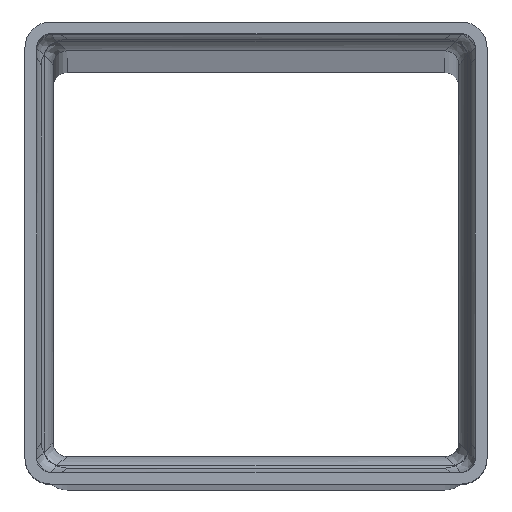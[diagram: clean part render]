
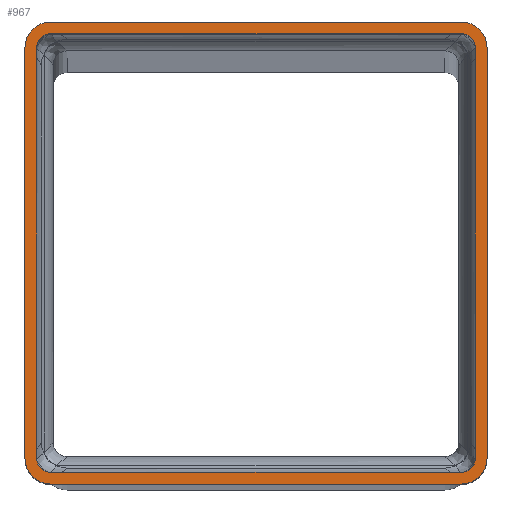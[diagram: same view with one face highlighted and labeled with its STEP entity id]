
A CAD part, top view. The second image highlights one B-rep face of the part: STEP entity #967.
In plain terms, the highlighted planar face has unit normal (0, 0, 1).
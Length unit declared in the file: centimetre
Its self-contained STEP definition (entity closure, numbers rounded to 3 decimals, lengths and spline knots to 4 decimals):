
#111=FACE_BOUND('',#189,.T.);
#121=FACE_OUTER_BOUND('',#188,.T.);
#188=EDGE_LOOP('',(#700,#701,#702,#703,#704,#705,#706,#707));
#189=EDGE_LOOP('',(#708,#709,#710,#711,#712,#713,#714,#715));
#258=CIRCLE('',#1049,6.);
#259=CIRCLE('',#1050,6.);
#260=CIRCLE('',#1051,6.);
#261=CIRCLE('',#1052,6.);
#262=CIRCLE('',#1053,3.3);
#263=CIRCLE('',#1054,3.3);
#264=CIRCLE('',#1055,3.3);
#265=CIRCLE('',#1056,3.3);
#304=LINE('',#1535,#377);
#305=LINE('',#1539,#378);
#306=LINE('',#1543,#379);
#307=LINE('',#1547,#380);
#308=LINE('',#1551,#381);
#309=LINE('',#1555,#382);
#310=LINE('',#1559,#383);
#311=LINE('',#1563,#384);
#377=VECTOR('',#1216,1.);
#378=VECTOR('',#1219,1.);
#379=VECTOR('',#1222,1.);
#380=VECTOR('',#1225,1.);
#381=VECTOR('',#1228,1.);
#382=VECTOR('',#1231,1.);
#383=VECTOR('',#1234,1.);
#384=VECTOR('',#1237,1.);
#454=VERTEX_POINT('',#1533);
#455=VERTEX_POINT('',#1534);
#456=VERTEX_POINT('',#1536);
#457=VERTEX_POINT('',#1538);
#458=VERTEX_POINT('',#1540);
#459=VERTEX_POINT('',#1542);
#460=VERTEX_POINT('',#1544);
#461=VERTEX_POINT('',#1546);
#462=VERTEX_POINT('',#1549);
#463=VERTEX_POINT('',#1550);
#464=VERTEX_POINT('',#1552);
#465=VERTEX_POINT('',#1554);
#466=VERTEX_POINT('',#1556);
#467=VERTEX_POINT('',#1558);
#468=VERTEX_POINT('',#1560);
#469=VERTEX_POINT('',#1562);
#542=EDGE_CURVE('',#454,#455,#304,.T.);
#543=EDGE_CURVE('',#455,#456,#258,.T.);
#544=EDGE_CURVE('',#456,#457,#305,.T.);
#545=EDGE_CURVE('',#457,#458,#259,.T.);
#546=EDGE_CURVE('',#458,#459,#306,.T.);
#547=EDGE_CURVE('',#459,#460,#260,.T.);
#548=EDGE_CURVE('',#460,#461,#307,.T.);
#549=EDGE_CURVE('',#461,#454,#261,.T.);
#550=EDGE_CURVE('',#462,#463,#308,.T.);
#551=EDGE_CURVE('',#463,#464,#262,.T.);
#552=EDGE_CURVE('',#464,#465,#309,.T.);
#553=EDGE_CURVE('',#465,#466,#263,.T.);
#554=EDGE_CURVE('',#466,#467,#310,.T.);
#555=EDGE_CURVE('',#467,#468,#264,.T.);
#556=EDGE_CURVE('',#468,#469,#311,.T.);
#557=EDGE_CURVE('',#469,#462,#265,.T.);
#700=ORIENTED_EDGE('',*,*,#542,.T.);
#701=ORIENTED_EDGE('',*,*,#543,.T.);
#702=ORIENTED_EDGE('',*,*,#544,.T.);
#703=ORIENTED_EDGE('',*,*,#545,.T.);
#704=ORIENTED_EDGE('',*,*,#546,.T.);
#705=ORIENTED_EDGE('',*,*,#547,.T.);
#706=ORIENTED_EDGE('',*,*,#548,.T.);
#707=ORIENTED_EDGE('',*,*,#549,.T.);
#708=ORIENTED_EDGE('',*,*,#550,.T.);
#709=ORIENTED_EDGE('',*,*,#551,.T.);
#710=ORIENTED_EDGE('',*,*,#552,.T.);
#711=ORIENTED_EDGE('',*,*,#553,.T.);
#712=ORIENTED_EDGE('',*,*,#554,.T.);
#713=ORIENTED_EDGE('',*,*,#555,.T.);
#714=ORIENTED_EDGE('',*,*,#556,.T.);
#715=ORIENTED_EDGE('',*,*,#557,.T.);
#945=PLANE('',#1048);
#967=ADVANCED_FACE('',(#121,#111),#945,.T.);
#1048=AXIS2_PLACEMENT_3D('',#1532,#1214,#1215);
#1049=AXIS2_PLACEMENT_3D('',#1537,#1217,#1218);
#1050=AXIS2_PLACEMENT_3D('',#1541,#1220,#1221);
#1051=AXIS2_PLACEMENT_3D('',#1545,#1223,#1224);
#1052=AXIS2_PLACEMENT_3D('',#1548,#1226,#1227);
#1053=AXIS2_PLACEMENT_3D('',#1553,#1229,#1230);
#1054=AXIS2_PLACEMENT_3D('',#1557,#1232,#1233);
#1055=AXIS2_PLACEMENT_3D('',#1561,#1235,#1236);
#1056=AXIS2_PLACEMENT_3D('',#1564,#1238,#1239);
#1214=DIRECTION('center_axis',(0.,0.,1.));
#1215=DIRECTION('ref_axis',(1.,0.,0.));
#1216=DIRECTION('',(-1.,0.,0.));
#1217=DIRECTION('center_axis',(0.,0.,1.));
#1218=DIRECTION('ref_axis',(0.,1.,0.));
#1219=DIRECTION('',(0.,-1.,0.));
#1220=DIRECTION('center_axis',(0.,0.,1.));
#1221=DIRECTION('ref_axis',(-1.,0.,0.));
#1222=DIRECTION('',(1.,0.,0.));
#1223=DIRECTION('center_axis',(0.,0.,1.));
#1224=DIRECTION('ref_axis',(0.,-1.,0.));
#1225=DIRECTION('',(0.,1.,0.));
#1226=DIRECTION('center_axis',(0.,0.,1.));
#1227=DIRECTION('ref_axis',(1.,0.,0.));
#1228=DIRECTION('',(0.,-1.,0.));
#1229=DIRECTION('center_axis',(0.,0.,-1.));
#1230=DIRECTION('ref_axis',(1.,0.,0.));
#1231=DIRECTION('',(-1.,0.,0.));
#1232=DIRECTION('center_axis',(0.,0.,-1.));
#1233=DIRECTION('ref_axis',(0.,-1.,0.));
#1234=DIRECTION('',(0.,1.,0.));
#1235=DIRECTION('center_axis',(0.,0.,-1.));
#1236=DIRECTION('ref_axis',(-1.,0.,0.));
#1237=DIRECTION('',(1.,0.,0.));
#1238=DIRECTION('center_axis',(0.,0.,-1.));
#1239=DIRECTION('ref_axis',(0.,1.,0.));
#1532=CARTESIAN_POINT('Origin',(0.,0.,
3000.));
#1533=CARTESIAN_POINT('',(47.85,53.85,3000.));
#1534=CARTESIAN_POINT('',(-47.85,53.85,3000.));
#1535=CARTESIAN_POINT('',(47.85,53.85,3000.));
#1536=CARTESIAN_POINT('',(-53.85,47.85,3000.));
#1537=CARTESIAN_POINT('Origin',(-47.85,47.85,3000.));
#1538=CARTESIAN_POINT('',(-53.85,-47.85,3000.));
#1539=CARTESIAN_POINT('',(-53.85,47.85,3000.));
#1540=CARTESIAN_POINT('',(-47.85,-53.85,3000.));
#1541=CARTESIAN_POINT('Origin',(-47.85,-47.85,3000.));
#1542=CARTESIAN_POINT('',(47.85,-53.85,3000.));
#1543=CARTESIAN_POINT('',(-47.85,-53.85,3000.));
#1544=CARTESIAN_POINT('',(53.85,-47.85,3000.));
#1545=CARTESIAN_POINT('Origin',(47.85,-47.85,3000.));
#1546=CARTESIAN_POINT('',(53.85,47.85,3000.));
#1547=CARTESIAN_POINT('',(53.85,-47.85,3000.));
#1548=CARTESIAN_POINT('Origin',(47.85,47.85,3000.));
#1549=CARTESIAN_POINT('',(51.15,47.85,3000.));
#1550=CARTESIAN_POINT('',(51.15,-47.85,3000.));
#1551=CARTESIAN_POINT('',(51.15,47.85,3000.));
#1552=CARTESIAN_POINT('',(47.85,-51.15,3000.));
#1553=CARTESIAN_POINT('Origin',(47.85,-47.85,3000.));
#1554=CARTESIAN_POINT('',(-47.85,-51.15,3000.));
#1555=CARTESIAN_POINT('',(47.85,-51.15,3000.));
#1556=CARTESIAN_POINT('',(-51.15,-47.85,3000.));
#1557=CARTESIAN_POINT('Origin',(-47.85,-47.85,3000.));
#1558=CARTESIAN_POINT('',(-51.15,47.85,3000.));
#1559=CARTESIAN_POINT('',(-51.15,-47.85,3000.));
#1560=CARTESIAN_POINT('',(-47.85,51.15,3000.));
#1561=CARTESIAN_POINT('Origin',(-47.85,47.85,3000.));
#1562=CARTESIAN_POINT('',(47.85,51.15,3000.));
#1563=CARTESIAN_POINT('',(-47.85,51.15,3000.));
#1564=CARTESIAN_POINT('Origin',(47.85,47.85,3000.));
